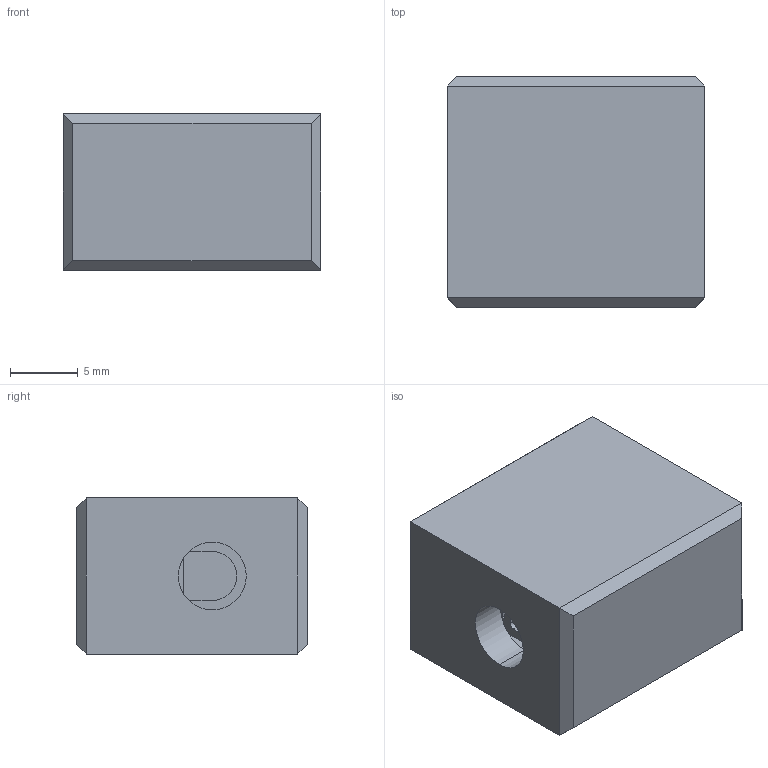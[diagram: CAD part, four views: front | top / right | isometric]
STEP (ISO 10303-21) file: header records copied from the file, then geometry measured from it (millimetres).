
FILE_DESCRIPTION (( 'STEP AP203' ), '1' );
FILE_NAME ('No 1 1 li Steatit Klemens .STEP', '2020-08-21T08:07:11', ( '' ), ( '' ), 'SwSTEP 2.0', 'SolidWorks 2011', '' );
FILE_SCHEMA (( 'CONFIG_CONTROL_DESIGN' ));
Length unit declared in the file: millimetre
Products named in the file (1): No 1 1 li Steatit Klemens 
Bounding box: 19 x 17 x 11.5 mm (x, y, z)
Volume: 3309.2 mm3; surface area: 1883.3 mm2
Topology: 1 solids, 1 shells, 93 faces, 224 edges, 144 vertices
Faces by surface type: plane 59, cylinder 26, bspline 4, cone 4
Entity records: 2847 total; most frequent: CARTESIAN_POINT 562, DIRECTION 468, ORIENTED_EDGE 448, EDGE_CURVE 224, AXIS2_PLACEMENT_3D 162, LINE 144, VERTEX_POINT 144, VECTOR 144
